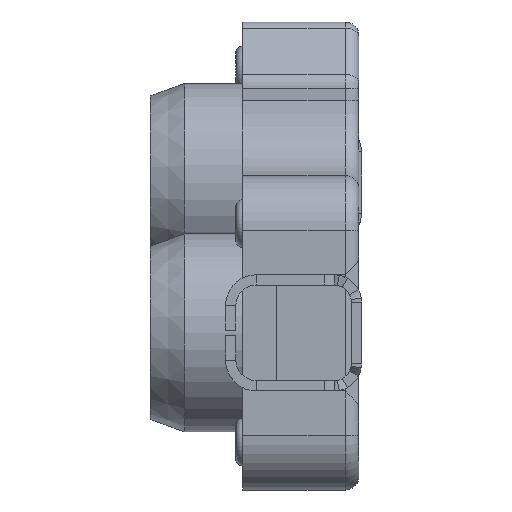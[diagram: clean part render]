
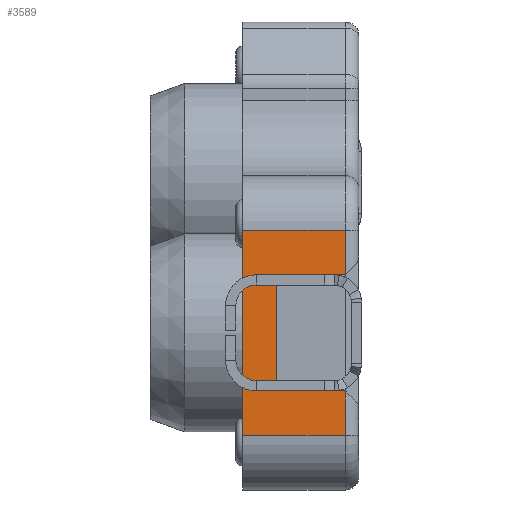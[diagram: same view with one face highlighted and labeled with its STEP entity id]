
A CAD part, left-side view. The second image highlights one B-rep face of the part: STEP entity #3589.
In plain terms, the highlighted planar face has unit normal (-1, 0, 0).
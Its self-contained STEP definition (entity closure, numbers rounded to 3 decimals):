
#283=PLANE('',#3903);
#456=FACE_OUTER_BOUND('',#670,.T.);
#670=EDGE_LOOP('',(#2979,#2980,#2981,#2982,#2983,#2984,#2985,#2986));
#1009=LINE('',#6144,#1364);
#1011=LINE('',#6153,#1366);
#1012=LINE('',#6155,#1367);
#1013=LINE('',#6157,#1368);
#1014=LINE('',#6159,#1369);
#1015=LINE('',#6161,#1370);
#1016=LINE('',#6162,#1371);
#1017=LINE('',#6163,#1372);
#1364=VECTOR('',#4663,1000.);
#1366=VECTOR('',#4671,1000.);
#1367=VECTOR('',#4672,1000.);
#1368=VECTOR('',#4673,1000.);
#1369=VECTOR('',#4674,1000.);
#1370=VECTOR('',#4675,1000.);
#1371=VECTOR('',#4676,1000.);
#1372=VECTOR('',#4677,1000.);
#1758=VERTEX_POINT('',#6142);
#1759=VERTEX_POINT('',#6143);
#1762=VERTEX_POINT('',#6151);
#1763=VERTEX_POINT('',#6152);
#1764=VERTEX_POINT('',#6154);
#1765=VERTEX_POINT('',#6156);
#1766=VERTEX_POINT('',#6158);
#1767=VERTEX_POINT('',#6160);
#2190=EDGE_CURVE('',#1758,#1759,#1009,.T.);
#2194=EDGE_CURVE('',#1762,#1763,#1011,.T.);
#2195=EDGE_CURVE('',#1762,#1764,#1012,.T.);
#2196=EDGE_CURVE('',#1765,#1764,#1013,.T.);
#2197=EDGE_CURVE('',#1766,#1765,#1014,.T.);
#2198=EDGE_CURVE('',#1766,#1767,#1015,.T.);
#2199=EDGE_CURVE('',#1767,#1758,#1016,.T.);
#2200=EDGE_CURVE('',#1759,#1763,#1017,.T.);
#2979=ORIENTED_EDGE('',*,*,#2194,.F.);
#2980=ORIENTED_EDGE('',*,*,#2195,.T.);
#2981=ORIENTED_EDGE('',*,*,#2196,.F.);
#2982=ORIENTED_EDGE('',*,*,#2197,.F.);
#2983=ORIENTED_EDGE('',*,*,#2198,.T.);
#2984=ORIENTED_EDGE('',*,*,#2199,.T.);
#2985=ORIENTED_EDGE('',*,*,#2190,.T.);
#2986=ORIENTED_EDGE('',*,*,#2200,.T.);
#3589=ADVANCED_FACE('',(#456),#283,.F.);
#3903=AXIS2_PLACEMENT_3D('',#6150,#4669,#4670);
#4663=DIRECTION('',(0.,1.,0.));
#4669=DIRECTION('center_axis',(1.,0.,0.));
#4670=DIRECTION('ref_axis',(0.,0.,-1.));
#4671=DIRECTION('',(0.,1.,0.));
#4672=DIRECTION('',(0.,0.,1.));
#4673=DIRECTION('',(0.,-1.,0.));
#4674=DIRECTION('',(0.,0.,-1.));
#4675=DIRECTION('',(0.,-1.,0.));
#4676=DIRECTION('',(0.,0.,1.));
#4677=DIRECTION('',(0.,0.,-1.));
#6142=CARTESIAN_POINT('',(-12.3,-1.6,1.5));
#6143=CARTESIAN_POINT('',(-12.3,-0.1,1.5));
#6144=CARTESIAN_POINT('',(-12.3,-1.8,1.5));
#6150=CARTESIAN_POINT('Origin',(-12.3,-1.8,1.5));
#6151=CARTESIAN_POINT('',(-12.3,-1.6,-1.5));
#6152=CARTESIAN_POINT('',(-12.3,-0.1,-1.5));
#6153=CARTESIAN_POINT('',(-12.3,-1.8,-1.5));
#6154=CARTESIAN_POINT('',(-12.3,-1.6,-0.85));
#6155=CARTESIAN_POINT('',(-12.3,-1.6,1.5));
#6156=CARTESIAN_POINT('',(-12.3,-0.6,-0.85));
#6157=CARTESIAN_POINT('',(-12.3,-0.6,-0.85));
#6158=CARTESIAN_POINT('',(-12.3,-0.6,0.85));
#6159=CARTESIAN_POINT('',(-12.3,-0.6,0.));
#6160=CARTESIAN_POINT('',(-12.3,-1.6,0.85));
#6161=CARTESIAN_POINT('',(-12.3,-0.6,0.85));
#6162=CARTESIAN_POINT('',(-12.3,-1.6,1.5));
#6163=CARTESIAN_POINT('',(-12.3,-0.1,1.5));
